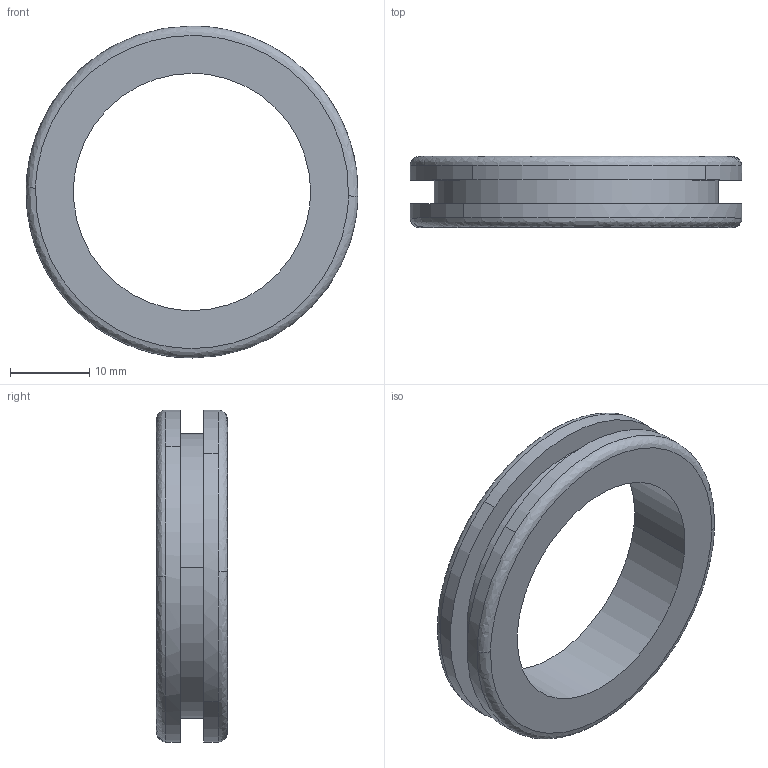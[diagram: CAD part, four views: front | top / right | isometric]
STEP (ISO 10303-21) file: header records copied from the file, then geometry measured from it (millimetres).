
FILE_DESCRIPTION((''),'2;1');
FILE_NAME('','2005-12-14T14:21:03',(''),(''),'','CADfix','');
FILE_SCHEMA(('AUTOMOTIVE_DESIGN'));
Length unit declared in the file: millimetre
Products named in the file (1): grommet
Bounding box: 41.99 x 9 x 42 mm (x, y, z)
Volume: 4944.3 mm3; surface area: 3936.3 mm2
Topology: 1 solids, 1 shells, 16 faces, 56 edges, 44 vertices
Faces by surface type: bspline 16
Entity records: 717 total; most frequent: CARTESIAN_POINT 415, ORIENTED_EDGE 112, EDGE_CURVE 56, VERTEX_POINT 44, EDGE_LOOP 20, FACE_OUTER_BOUND 16, ADVANCED_FACE 16, QUASI_UNIFORM_CURVE 8
